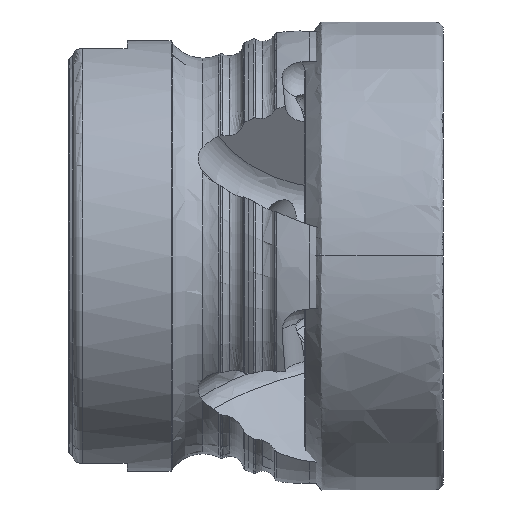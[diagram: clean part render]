
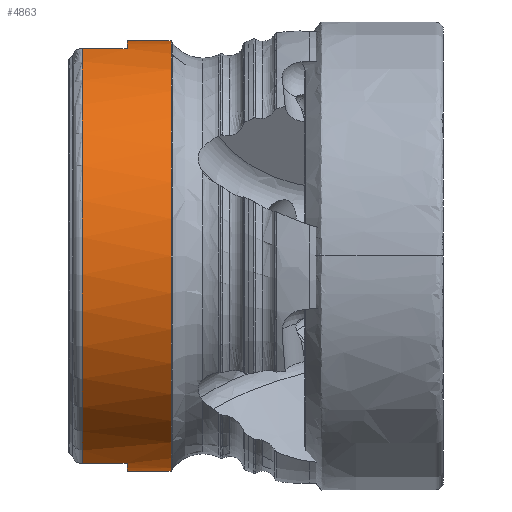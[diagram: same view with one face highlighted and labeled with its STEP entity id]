
A CAD part, front view. The second image highlights one B-rep face of the part: STEP entity #4863.
In plain terms, the highlighted cylindrical face has radius 23 mm (diameter 46 mm), a partial arc.
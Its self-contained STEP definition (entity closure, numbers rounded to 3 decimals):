
#4 = VERTEX_POINT ( 'NONE', #13868 ) ;
#587 = ORIENTED_EDGE ( 'NONE', *, *, #6755, .T. ) ;
#661 = EDGE_CURVE ( 'NONE', #5821, #13283, #10050, .T. ) ;
#765 = DIRECTION ( 'NONE',  ( 1., 0., 0. ) ) ;
#1005 = EDGE_CURVE ( 'NONE', #13283, #8672, #13576, .T. ) ;
#1170 = CIRCLE ( 'NONE', #9901, 23. ) ;
#1172 = DIRECTION ( 'NONE',  ( -1., 0., 0. ) ) ;
#1493 = VECTOR ( 'NONE', #8441, 1000. ) ;
#2227 = EDGE_CURVE ( 'NONE', #6711, #5821, #17106, .T. ) ;
#2281 = LINE ( 'NONE', #7568, #6776 ) ;
#2476 = CARTESIAN_POINT ( 'NONE',  ( -32.95, 0., 23. ) ) ;
#2543 = LINE ( 'NONE', #11770, #4192 ) ;
#3186 = ORIENTED_EDGE ( 'NONE', *, *, #3649, .T. ) ;
#3278 = CARTESIAN_POINT ( 'NONE',  ( -37.75, -6.149, -22.163 ) ) ;
#3296 = CYLINDRICAL_SURFACE ( 'NONE', #9326, 23. ) ;
#3357 = AXIS2_PLACEMENT_3D ( 'NONE', #14617, #1172, #16158 ) ;
#3649 = EDGE_CURVE ( 'NONE', #18156, #14799, #1170, .T. ) ;
#4192 = VECTOR ( 'NONE', #14745, 1000. ) ;
#4863 = ADVANCED_FACE ( 'NONE', ( #14681 ), #3296, .T. ) ;
#5033 = CARTESIAN_POINT ( 'NONE',  ( -28.25, 0., -23. ) ) ;
#5041 = ORIENTED_EDGE ( 'NONE', *, *, #1005, .F. ) ;
#5167 = LINE ( 'NONE', #9882, #8241 ) ;
#5409 = CARTESIAN_POINT ( 'NONE',  ( 0., 0., 23. ) ) ;
#5821 = VERTEX_POINT ( 'NONE', #2476 ) ;
#6335 = DIRECTION ( 'NONE',  ( 1., 0., 0. ) ) ;
#6711 = VERTEX_POINT ( 'NONE', #18886 ) ;
#6755 = EDGE_CURVE ( 'NONE', #14799, #14832, #5167, .T. ) ;
#6772 = EDGE_CURVE ( 'NONE', #4, #8672, #2543, .T. ) ;
#6774 = EDGE_CURVE ( 'NONE', #4, #14832, #18676, .T. ) ;
#6776 = VECTOR ( 'NONE', #15263, 1000. ) ;
#7568 = CARTESIAN_POINT ( 'NONE',  ( 0., -6.149, 22.163 ) ) ;
#7912 = DIRECTION ( 'NONE',  ( 0., 0., -1. ) ) ;
#8241 = VECTOR ( 'NONE', #765, 1000. ) ;
#8317 = DIRECTION ( 'NONE',  ( -1., 0., 0. ) ) ;
#8441 = DIRECTION ( 'NONE',  ( 1., 0., 0. ) ) ;
#8672 = VERTEX_POINT ( 'NONE', #5033 ) ;
#9326 = AXIS2_PLACEMENT_3D ( 'NONE', #13921, #6335, #7912 ) ;
#9882 = CARTESIAN_POINT ( 'NONE',  ( 0., -6.149, -22.163 ) ) ;
#9901 = AXIS2_PLACEMENT_3D ( 'NONE', #13019, #13146, #17603 ) ;
#10050 = LINE ( 'NONE', #5409, #1493 ) ;
#11496 = ORIENTED_EDGE ( 'NONE', *, *, #6774, .F. ) ;
#11664 = EDGE_LOOP ( 'NONE', ( #12707, #11950, #16883, #3186, #587, #11496, #16009, #5041 ) ) ;
#11770 = CARTESIAN_POINT ( 'NONE',  ( 0., 0., -23. ) ) ;
#11950 = ORIENTED_EDGE ( 'NONE', *, *, #2227, .F. ) ;
#12495 = CARTESIAN_POINT ( 'NONE',  ( -32.95, -6.149, -22.163 ) ) ;
#12503 = DIRECTION ( 'NONE',  ( 0., 0., -1. ) ) ;
#12707 = ORIENTED_EDGE ( 'NONE', *, *, #661, .F. ) ;
#13019 = CARTESIAN_POINT ( 'NONE',  ( -37.75, 0., 0. ) ) ;
#13146 = DIRECTION ( 'NONE',  ( 1., 0., 0. ) ) ;
#13283 = VERTEX_POINT ( 'NONE', #17605 ) ;
#13576 = CIRCLE ( 'NONE', #13895, 23. ) ;
#13868 = CARTESIAN_POINT ( 'NONE',  ( -32.95, 0., -23. ) ) ;
#13895 = AXIS2_PLACEMENT_3D ( 'NONE', #14211, #18600, #12503 ) ;
#13921 = CARTESIAN_POINT ( 'NONE',  ( 0., 0., 0. ) ) ;
#14033 = AXIS2_PLACEMENT_3D ( 'NONE', #17385, #8317, #14193 ) ;
#14193 = DIRECTION ( 'NONE',  ( 0., 0., -1. ) ) ;
#14211 = CARTESIAN_POINT ( 'NONE',  ( -28.25, 0., 0. ) ) ;
#14617 = CARTESIAN_POINT ( 'NONE',  ( -32.95, 0., 0. ) ) ;
#14681 = FACE_OUTER_BOUND ( 'NONE', #11664, .T. ) ;
#14745 = DIRECTION ( 'NONE',  ( 1., 0., 0. ) ) ;
#14799 = VERTEX_POINT ( 'NONE', #3278 ) ;
#14832 = VERTEX_POINT ( 'NONE', #12495 ) ;
#15263 = DIRECTION ( 'NONE',  ( -1., 0., 0. ) ) ;
#16009 = ORIENTED_EDGE ( 'NONE', *, *, #6772, .T. ) ;
#16158 = DIRECTION ( 'NONE',  ( 0., 0., -1. ) ) ;
#16883 = ORIENTED_EDGE ( 'NONE', *, *, #19493, .T. ) ;
#17091 = CARTESIAN_POINT ( 'NONE',  ( -37.75, -6.149, 22.163 ) ) ;
#17106 = CIRCLE ( 'NONE', #14033, 23. ) ;
#17385 = CARTESIAN_POINT ( 'NONE',  ( -32.95, 0., 0. ) ) ;
#17603 = DIRECTION ( 'NONE',  ( 0., 0., -1. ) ) ;
#17605 = CARTESIAN_POINT ( 'NONE',  ( -28.25, 0., 23. ) ) ;
#18156 = VERTEX_POINT ( 'NONE', #17091 ) ;
#18600 = DIRECTION ( 'NONE',  ( 1., 0., 0. ) ) ;
#18676 = CIRCLE ( 'NONE', #3357, 23. ) ;
#18886 = CARTESIAN_POINT ( 'NONE',  ( -32.95, -6.149, 22.163 ) ) ;
#19493 = EDGE_CURVE ( 'NONE', #6711, #18156, #2281, .T. ) ;
